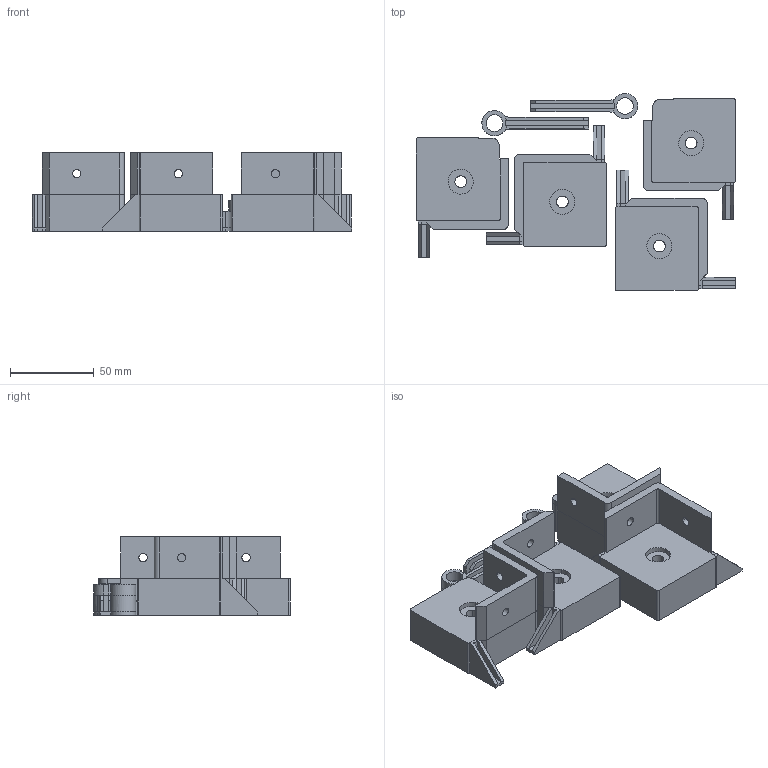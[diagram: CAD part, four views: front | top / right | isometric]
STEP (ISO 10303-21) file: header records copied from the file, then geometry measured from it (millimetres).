
FILE_DESCRIPTION(/* description */ (''),/* implementation_level */ '2;1');
FILE_NAME(/* name */ 'PDAV7A~R',/* time_stamp */ '2018-04-17T11:13:35+02:00',/* author */ (''),/* organization */ (''),/* preprocessor_version */ 'ST-DEVELOPER v15',/* originating_system */ '',/* authorisation */ '');
FILE_SCHEMA (('AUTOMOTIVE_DESIGN'));
Length unit declared in the file: millimetre
Products named in the file (1): Document
Bounding box: 190.81 x 117.74 x 47 mm (x, y, z)
Volume: 308725.7 mm3; surface area: 79516.9 mm2
Topology: 6 solids, 6 shells, 326 faces, 782 edges, 472 vertices
Faces by surface type: bspline 164, plane 162
Entity records: 8672 total; most frequent: CARTESIAN_POINT 3968, ORIENTED_EDGE 1564, EDGE_CURVE 782, VERTEX_POINT 472, EDGE_LOOP 358, ADVANCED_FACE 326, FACE_OUTER_BOUND 326, B_SPLINE_CURVE_WITH_KNOTS 318
